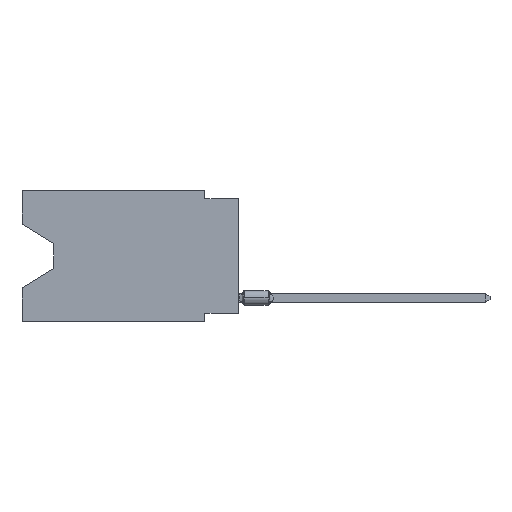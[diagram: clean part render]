
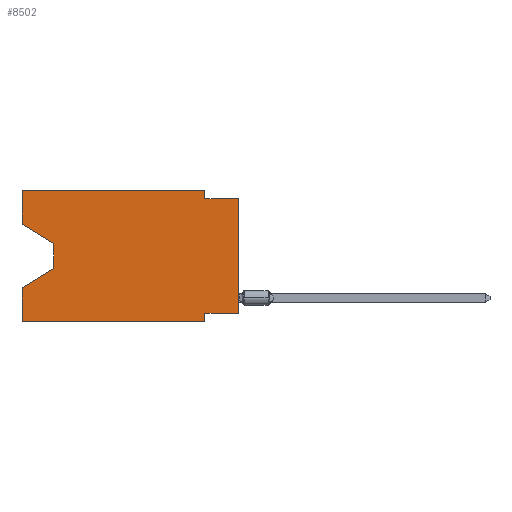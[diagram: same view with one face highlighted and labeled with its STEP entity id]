
A CAD part, left-side view. The second image highlights one B-rep face of the part: STEP entity #8502.
In plain terms, the highlighted planar face has unit normal (-1, 0, 0).
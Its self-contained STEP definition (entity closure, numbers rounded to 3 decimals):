
#126 = CARTESIAN_POINT ( 'NONE',  ( 0., 0., -9.271 ) ) ;
#132 = AXIS2_PLACEMENT_3D ( 'NONE', #4763, #16225, #3272 ) ;
#384 = VECTOR ( 'NONE', #9844, 1000. ) ;
#405 = VERTEX_POINT ( 'NONE', #7384 ) ;
#1132 = ORIENTED_EDGE ( 'NONE', *, *, #17121, .T. ) ;
#1327 = ORIENTED_EDGE ( 'NONE', *, *, #7737, .T. ) ;
#1653 = EDGE_CURVE ( 'NONE', #17389, #405, #4213, .T. ) ;
#2171 = FACE_OUTER_BOUND ( 'NONE', #16152, .T. ) ;
#2179 = DIRECTION ( 'NONE',  ( 0., 0., 1. ) ) ;
#2244 = ORIENTED_EDGE ( 'NONE', *, *, #14130, .T. ) ;
#2273 = ORIENTED_EDGE ( 'NONE', *, *, #14862, .F. ) ;
#2311 = CARTESIAN_POINT ( 'NONE',  ( 0., 2.54, -0.635 ) ) ;
#2451 = CARTESIAN_POINT ( 'NONE',  ( 0., 2.54, -9.271 ) ) ;
#2751 = CARTESIAN_POINT ( 'NONE',  ( 0., 2.54, -9.906 ) ) ;
#2812 = CARTESIAN_POINT ( 'NONE',  ( 0., 0., -9.271 ) ) ;
#3272 = DIRECTION ( 'NONE',  ( 0., 0., -1. ) ) ;
#3380 = CARTESIAN_POINT ( 'NONE',  ( 0., 16.383, -9.906 ) ) ;
#3397 = CARTESIAN_POINT ( 'NONE',  ( 0., 13.97, -5.893 ) ) ;
#3585 = ORIENTED_EDGE ( 'NONE', *, *, #1653, .F. ) ;
#4166 = CARTESIAN_POINT ( 'NONE',  ( 0., 0., -0.635 ) ) ;
#4213 = LINE ( 'NONE', #15305, #384 ) ;
#4314 = ORIENTED_EDGE ( 'NONE', *, *, #17295, .T. ) ;
#4763 = CARTESIAN_POINT ( 'NONE',  ( 0., 16.383, 0. ) ) ;
#4914 = CARTESIAN_POINT ( 'NONE',  ( 0., 16.383, -2.546 ) ) ;
#5070 = CARTESIAN_POINT ( 'NONE',  ( 0., 13.97, -4.013 ) ) ;
#5146 = CARTESIAN_POINT ( 'NONE',  ( 0., 16.383, 0. ) ) ;
#5160 = VECTOR ( 'NONE', #7833, 1000. ) ;
#5251 = VERTEX_POINT ( 'NONE', #4166 ) ;
#5397 = VERTEX_POINT ( 'NONE', #13125 ) ;
#5413 = LINE ( 'NONE', #13888, #17662 ) ;
#5516 = ORIENTED_EDGE ( 'NONE', *, *, #10337, .F. ) ;
#5683 = CARTESIAN_POINT ( 'NONE',  ( 0., 16.383, -2.546 ) ) ;
#6159 = EDGE_CURVE ( 'NONE', #12318, #13156, #11290, .T. ) ;
#6241 = LINE ( 'NONE', #5146, #18104 ) ;
#6801 = CARTESIAN_POINT ( 'NONE',  ( 0., 16.383, -9.906 ) ) ;
#6817 = DIRECTION ( 'NONE',  ( 0., 0., -1. ) ) ;
#7095 = CARTESIAN_POINT ( 'NONE',  ( 0., 13.97, -5.893 ) ) ;
#7187 = DIRECTION ( 'NONE',  ( 0., 0.855, -0.519 ) ) ;
#7303 = LINE ( 'NONE', #11363, #12477 ) ;
#7384 = CARTESIAN_POINT ( 'NONE',  ( 0., 16.383, -7.36 ) ) ;
#7693 = LINE ( 'NONE', #17691, #10722 ) ;
#7737 = EDGE_CURVE ( 'NONE', #13049, #9718, #17567, .T. ) ;
#7833 = DIRECTION ( 'NONE',  ( 0., 0., -1. ) ) ;
#8085 = VERTEX_POINT ( 'NONE', #3397 ) ;
#8299 = CARTESIAN_POINT ( 'NONE',  ( 0., 16.383, 0. ) ) ;
#8502 = ADVANCED_FACE ( 'NONE', ( #2171 ), #13166, .F. ) ;
#9132 = CARTESIAN_POINT ( 'NONE',  ( 0., 16.383, 0. ) ) ;
#9718 = VERTEX_POINT ( 'NONE', #10720 ) ;
#9757 = ORIENTED_EDGE ( 'NONE', *, *, #6159, .F. ) ;
#9814 = DIRECTION ( 'NONE',  ( 0., 1., 0. ) ) ;
#9844 = DIRECTION ( 'NONE',  ( 0., 0., 1. ) ) ;
#9956 = ORIENTED_EDGE ( 'NONE', *, *, #14621, .F. ) ;
#10121 = LINE ( 'NONE', #3380, #16632 ) ;
#10135 = VECTOR ( 'NONE', #6817, 1000. ) ;
#10145 = EDGE_CURVE ( 'NONE', #18196, #12394, #14774, .T. ) ;
#10337 = EDGE_CURVE ( 'NONE', #13156, #5397, #11157, .T. ) ;
#10361 = VECTOR ( 'NONE', #9814, 1000. ) ;
#10647 = CARTESIAN_POINT ( 'NONE',  ( 0., 2.54, 0. ) ) ;
#10720 = CARTESIAN_POINT ( 'NONE',  ( 0., 13.97, -4.013 ) ) ;
#10722 = VECTOR ( 'NONE', #17404, 1000. ) ;
#11007 = VERTEX_POINT ( 'NONE', #2311 ) ;
#11157 = LINE ( 'NONE', #2751, #10135 ) ;
#11290 = LINE ( 'NONE', #2812, #10361 ) ;
#11363 = CARTESIAN_POINT ( 'NONE',  ( 0., 0., 0. ) ) ;
#12318 = VERTEX_POINT ( 'NONE', #126 ) ;
#12394 = VERTEX_POINT ( 'NONE', #10647 ) ;
#12477 = VECTOR ( 'NONE', #12927, 1000. ) ;
#12924 = ORIENTED_EDGE ( 'NONE', *, *, #10145, .F. ) ;
#12927 = DIRECTION ( 'NONE',  ( 0., 0., 1. ) ) ;
#13049 = VERTEX_POINT ( 'NONE', #5683 ) ;
#13125 = CARTESIAN_POINT ( 'NONE',  ( 0., 2.54, -9.906 ) ) ;
#13156 = VERTEX_POINT ( 'NONE', #2451 ) ;
#13166 = PLANE ( 'NONE',  #132 ) ;
#13173 = EDGE_CURVE ( 'NONE', #12394, #11007, #5413, .T. ) ;
#13208 = DIRECTION ( 'NONE',  ( 0., -0.855, -0.519 ) ) ;
#13484 = DIRECTION ( 'NONE',  ( 0., -1., 0. ) ) ;
#13888 = CARTESIAN_POINT ( 'NONE',  ( 0., 2.54, 0. ) ) ;
#14117 = LINE ( 'NONE', #7095, #15465 ) ;
#14130 = EDGE_CURVE ( 'NONE', #12318, #5251, #7303, .T. ) ;
#14268 = ORIENTED_EDGE ( 'NONE', *, *, #14832, .T. ) ;
#14621 = EDGE_CURVE ( 'NONE', #11007, #5251, #7693, .T. ) ;
#14774 = LINE ( 'NONE', #9132, #16640 ) ;
#14832 = EDGE_CURVE ( 'NONE', #17389, #5397, #10121, .T. ) ;
#14862 = EDGE_CURVE ( 'NONE', #13049, #18196, #6241, .T. ) ;
#15085 = VECTOR ( 'NONE', #13208, 1000. ) ;
#15305 = CARTESIAN_POINT ( 'NONE',  ( 0., 16.383, 0. ) ) ;
#15465 = VECTOR ( 'NONE', #7187, 1000. ) ;
#16152 = EDGE_LOOP ( 'NONE', ( #1327, #4314, #1132, #3585, #14268, #5516, #9757, #2244, #9956, #16187, #12924, #2273 ) ) ;
#16187 = ORIENTED_EDGE ( 'NONE', *, *, #13173, .F. ) ;
#16225 = DIRECTION ( 'NONE',  ( 1., 0., 0. ) ) ;
#16505 = DIRECTION ( 'NONE',  ( 0., 0., -1. ) ) ;
#16632 = VECTOR ( 'NONE', #17523, 1000. ) ;
#16640 = VECTOR ( 'NONE', #13484, 1000. ) ;
#17121 = EDGE_CURVE ( 'NONE', #8085, #405, #14117, .T. ) ;
#17295 = EDGE_CURVE ( 'NONE', #9718, #8085, #17537, .T. ) ;
#17389 = VERTEX_POINT ( 'NONE', #6801 ) ;
#17404 = DIRECTION ( 'NONE',  ( 0., -1., 0. ) ) ;
#17523 = DIRECTION ( 'NONE',  ( 0., -1., 0. ) ) ;
#17537 = LINE ( 'NONE', #5070, #5160 ) ;
#17567 = LINE ( 'NONE', #4914, #15085 ) ;
#17662 = VECTOR ( 'NONE', #16505, 1000. ) ;
#17691 = CARTESIAN_POINT ( 'NONE',  ( 0., 0., -0.635 ) ) ;
#18104 = VECTOR ( 'NONE', #2179, 1000. ) ;
#18196 = VERTEX_POINT ( 'NONE', #8299 ) ;
